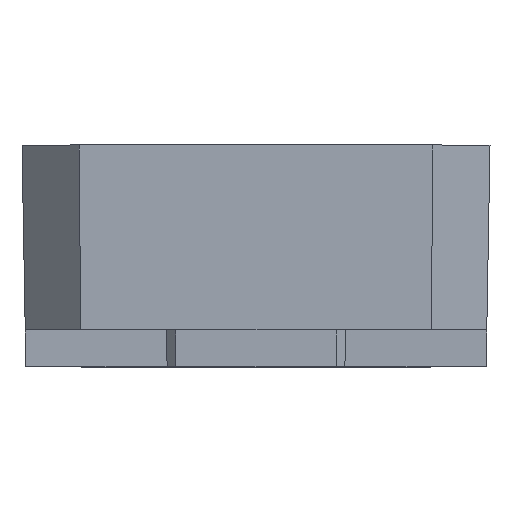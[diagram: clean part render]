
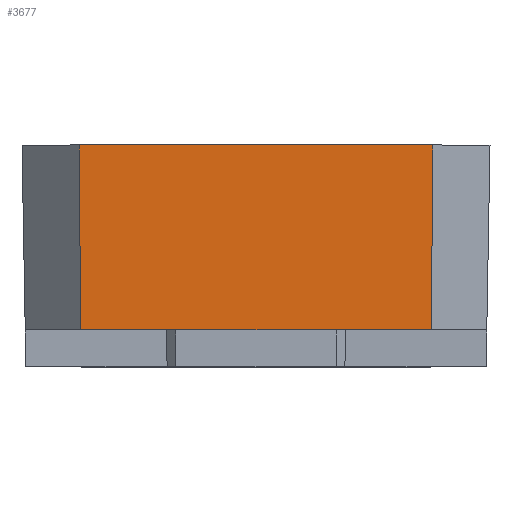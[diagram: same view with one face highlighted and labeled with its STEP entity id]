
A CAD part, top view. The second image highlights one B-rep face of the part: STEP entity #3677.
In plain terms, the highlighted planar face has unit normal (0, -0.018, 1).
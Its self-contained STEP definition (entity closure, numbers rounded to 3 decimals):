
#29 = LINE ( 'NONE', #1898, #3125 ) ;
#136 = EDGE_CURVE ( 'NONE', #2779, #615, #5783, .T. ) ;
#334 = LINE ( 'NONE', #3660, #5565 ) ;
#612 = AXIS2_PLACEMENT_3D ( 'NONE', #5300, #3308, #1113 ) ;
#615 = VERTEX_POINT ( 'NONE', #3663 ) ;
#631 = ORIENTED_EDGE ( 'NONE', *, *, #136, .T. ) ;
#757 = VERTEX_POINT ( 'NONE', #5566 ) ;
#1113 = DIRECTION ( 'NONE',  ( 0., -1., -0.017 ) ) ;
#1190 = CARTESIAN_POINT ( 'NONE',  ( 0., 0., 10. ) ) ;
#1397 = EDGE_CURVE ( 'NONE', #4288, #2779, #334, .T. ) ;
#1457 = EDGE_CURVE ( 'NONE', #4288, #757, #29, .T. ) ;
#1468 = VECTOR ( 'NONE', #6001, 1000. ) ;
#1508 = FACE_OUTER_BOUND ( 'NONE', #2081, .T. ) ;
#1595 = DIRECTION ( 'NONE',  ( 1., 0., 0. ) ) ;
#1701 = ORIENTED_EDGE ( 'NONE', *, *, #1457, .F. ) ;
#1712 = ORIENTED_EDGE ( 'NONE', *, *, #1933, .T. ) ;
#1898 = CARTESIAN_POINT ( 'NONE',  ( 0., 10., 10.175 ) ) ;
#1933 = EDGE_CURVE ( 'NONE', #615, #757, #3668, .T. ) ;
#2081 = EDGE_LOOP ( 'NONE', ( #1712, #1701, #3397, #631 ) ) ;
#2465 = CARTESIAN_POINT ( 'NONE',  ( -9.5, 0., 10. ) ) ;
#2467 = PLANE ( 'NONE',  #612 ) ;
#2545 = CARTESIAN_POINT ( 'NONE',  ( -9.572, 10., 10.175 ) ) ;
#2654 = VECTOR ( 'NONE', #1595, 1000. ) ;
#2779 = VERTEX_POINT ( 'NONE', #2465 ) ;
#2889 = DIRECTION ( 'NONE',  ( 1., 0., 0. ) ) ;
#3125 = VECTOR ( 'NONE', #2889, 1000. ) ;
#3231 = DIRECTION ( 'NONE',  ( 0.007, -1., -0.017 ) ) ;
#3308 = DIRECTION ( 'NONE',  ( 0., -0.017, 1. ) ) ;
#3397 = ORIENTED_EDGE ( 'NONE', *, *, #1397, .T. ) ;
#3660 = CARTESIAN_POINT ( 'NONE',  ( -9.5, -0.003, 10. ) ) ;
#3663 = CARTESIAN_POINT ( 'NONE',  ( 9.5, 0., 10. ) ) ;
#3668 = LINE ( 'NONE', #5475, #1468 ) ;
#3677 = ADVANCED_FACE ( 'NONE', ( #1508 ), #2467, .T. ) ;
#4288 = VERTEX_POINT ( 'NONE', #2545 ) ;
#5300 = CARTESIAN_POINT ( 'NONE',  ( 0., 0., 10. ) ) ;
#5475 = CARTESIAN_POINT ( 'NONE',  ( 9.5, -0.003, 10. ) ) ;
#5565 = VECTOR ( 'NONE', #3231, 1000. ) ;
#5566 = CARTESIAN_POINT ( 'NONE',  ( 9.572, 10., 10.175 ) ) ;
#5783 = LINE ( 'NONE', #1190, #2654 ) ;
#6001 = DIRECTION ( 'NONE',  ( 0.007, 1., 0.017 ) ) ;
